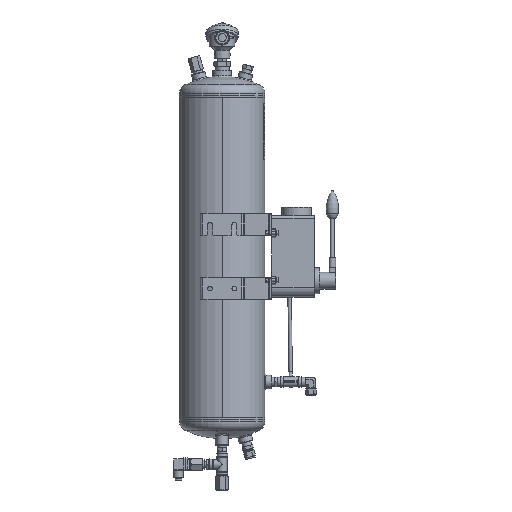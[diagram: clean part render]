
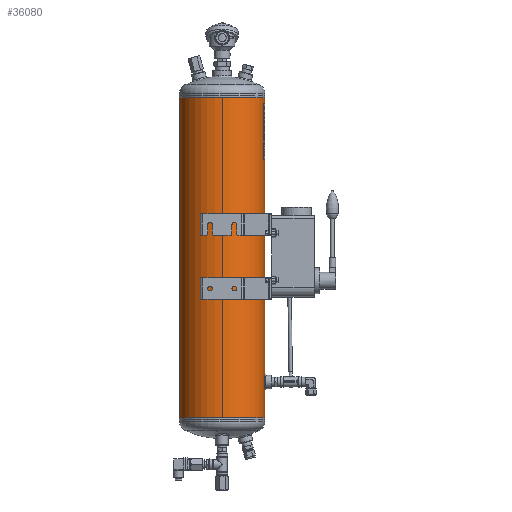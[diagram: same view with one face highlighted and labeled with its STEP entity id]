
A CAD part, left-side view. The second image highlights one B-rep face of the part: STEP entity #36080.
In plain terms, the highlighted cylindrical face has radius 100 mm (diameter 200 mm), a partial arc.
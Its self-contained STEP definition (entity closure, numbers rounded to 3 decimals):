
#2391=B_SPLINE_CURVE_WITH_KNOTS('',3,(#56202,#56203,#56204,#56205,#56206,
#56207,#56208,#56209,#56210,#56211,#56212),.UNSPECIFIED.,.T.,.F.,(1,1,1,
1,1,1,1,1,1,1,1,1,1,1,1),(-0.012,-0.008,-0.004,
0.,0.004,0.008,0.012,0.016,
0.02,0.023,0.027,0.031,
0.035,0.039,0.043),.UNSPECIFIED.);
#2392=B_SPLINE_CURVE_WITH_KNOTS('',3,(#56214,#56215,#56216,#56217,#56218,
#56219,#56220,#56221,#56222,#56223,#56224),.UNSPECIFIED.,.T.,.F.,(1,1,1,
1,1,1,1,1,1,1,1,1,1,1,1),(-0.012,-0.008,-0.004,
0.,0.004,0.008,0.012,0.016,
0.02,0.023,0.027,0.031,
0.035,0.039,0.043),.UNSPECIFIED.);
#2393=B_SPLINE_CURVE_WITH_KNOTS('',3,(#56226,#56227,#56228,#56229,#56230,
#56231,#56232,#56233,#56234,#56235,#56236,#56237,#56238,#56239,#56240,#56241,
#56242,#56243,#56244),.UNSPECIFIED.,.T.,.F.,(1,1,1,1,1,1,1,1,1,1,1,1,1,
1,1,1,1,1,1,1,1,1,1),(-0.018,-0.012,-0.006,
0.,0.006,0.012,0.018,
0.023,0.029,0.035,0.041,
0.047,0.053,0.059,0.065,
0.07,0.076,0.082,0.088,
0.094,0.1,0.106,0.112),
 .UNSPECIFIED.);
#4180=LINE('',#56246,#6506);
#4181=LINE('',#56251,#6507);
#6506=VECTOR('',#47141,1000.);
#6507=VECTOR('',#47144,1000.);
#8837=ORIENTED_EDGE('',*,*,#19335,.T.);
#8838=ORIENTED_EDGE('',*,*,#19336,.T.);
#8839=ORIENTED_EDGE('',*,*,#19337,.T.);
#8840=ORIENTED_EDGE('',*,*,#19338,.T.);
#8841=ORIENTED_EDGE('',*,*,#19339,.T.);
#8842=ORIENTED_EDGE('',*,*,#19340,.F.);
#8843=ORIENTED_EDGE('',*,*,#19341,.F.);
#19335=EDGE_CURVE('',#24584,#24584,#2391,.T.);
#19336=EDGE_CURVE('',#24585,#24585,#2392,.T.);
#19337=EDGE_CURVE('',#24586,#24586,#2393,.T.);
#19338=EDGE_CURVE('',#24587,#24588,#4180,.T.);
#19339=EDGE_CURVE('',#24588,#24589,#28297,.T.);
#19340=EDGE_CURVE('',#24590,#24589,#4181,.T.);
#19341=EDGE_CURVE('',#24587,#24590,#28298,.T.);
#24584=VERTEX_POINT('',#56213);
#24585=VERTEX_POINT('',#56225);
#24586=VERTEX_POINT('',#56245);
#24587=VERTEX_POINT('',#56247);
#24588=VERTEX_POINT('',#56248);
#24589=VERTEX_POINT('',#56250);
#24590=VERTEX_POINT('',#56252);
#28297=CIRCLE('',#43788,100.);
#28298=CIRCLE('',#43789,100.);
#29399=EDGE_LOOP('',(#8837));
#29400=EDGE_LOOP('',(#8838));
#29401=EDGE_LOOP('',(#8839));
#29402=EDGE_LOOP('',(#8840,#8841,#8842,#8843));
#32461=FACE_BOUND('',#29399,.T.);
#32462=FACE_BOUND('',#29400,.T.);
#32463=FACE_BOUND('',#29401,.T.);
#32464=FACE_BOUND('',#29402,.T.);
#35521=CYLINDRICAL_SURFACE('',#43787,100.);
#36080=ADVANCED_FACE('',(#32461,#32462,#32463,#32464),#35521,.T.);
#43787=AXIS2_PLACEMENT_3D('',#56201,#47139,#47140);
#43788=AXIS2_PLACEMENT_3D('',#56249,#47142,#47143);
#43789=AXIS2_PLACEMENT_3D('',#56253,#47145,#47146);
#47139=DIRECTION('',(0.,-1.,0.));
#47140=DIRECTION('',(0.,0.,-1.));
#47141=DIRECTION('',(0.,-1.,0.));
#47142=DIRECTION('',(0.,1.,0.));
#47143=DIRECTION('',(1.,0.,0.));
#47144=DIRECTION('',(0.,-1.,0.));
#47145=DIRECTION('',(0.,1.,0.));
#47146=DIRECTION('',(1.,0.,0.));
#56201=CARTESIAN_POINT('',(0.,750.,0.));
#56202=CARTESIAN_POINT('',(-3.915,48.922,-99.938));
#56203=CARTESIAN_POINT('',(-5.542,44.999,-99.844));
#56204=CARTESIAN_POINT('',(-3.916,41.082,-99.938));
#56205=CARTESIAN_POINT('',(-0.004,39.46,-100.031));
#56206=CARTESIAN_POINT('',(3.917,41.079,-99.938));
#56207=CARTESIAN_POINT('',(5.54,44.999,-99.844));
#56208=CARTESIAN_POINT('',(3.922,48.913,-99.937));
#56209=CARTESIAN_POINT('',(0.006,50.541,-100.031));
#56210=CARTESIAN_POINT('',(-3.915,48.922,-99.938));
#56211=CARTESIAN_POINT('',(-5.542,44.999,-99.844));
#56212=CARTESIAN_POINT('',(-3.916,41.082,-99.938));
#56213=CARTESIAN_POINT('',(-5.,45.,-99.875));
#56214=CARTESIAN_POINT('',(-3.915,158.922,-99.938));
#56215=CARTESIAN_POINT('',(-5.542,154.999,-99.844));
#56216=CARTESIAN_POINT('',(-3.916,151.082,-99.938));
#56217=CARTESIAN_POINT('',(-0.004,149.46,-100.031));
#56218=CARTESIAN_POINT('',(3.917,151.079,-99.938));
#56219=CARTESIAN_POINT('',(5.54,154.999,-99.844));
#56220=CARTESIAN_POINT('',(3.922,158.913,-99.937));
#56221=CARTESIAN_POINT('',(0.006,160.541,-100.031));
#56222=CARTESIAN_POINT('',(-3.915,158.922,-99.938));
#56223=CARTESIAN_POINT('',(-5.542,154.999,-99.844));
#56224=CARTESIAN_POINT('',(-3.916,151.082,-99.938));
#56225=CARTESIAN_POINT('',(-5.,155.,-99.875));
#56226=CARTESIAN_POINT('',(-98.994,672.42,14.208));
#56227=CARTESIAN_POINT('',(-98.806,666.495,15.395));
#56228=CARTESIAN_POINT('',(-98.993,660.6,14.214));
#56229=CARTESIAN_POINT('',(-99.436,655.617,10.88));
#56230=CARTESIAN_POINT('',(-99.878,652.286,5.9));
#56231=CARTESIAN_POINT('',(-100.061,651.109,0.009));
#56232=CARTESIAN_POINT('',(-99.879,652.279,-5.887));
#56233=CARTESIAN_POINT('',(-99.437,655.615,-10.879));
#56234=CARTESIAN_POINT('',(-98.992,660.601,-14.215));
#56235=CARTESIAN_POINT('',(-98.807,666.494,-15.391));
#56236=CARTESIAN_POINT('',(-98.992,672.387,-14.219));
#56237=CARTESIAN_POINT('',(-99.435,677.371,-10.892));
#56238=CARTESIAN_POINT('',(-99.877,680.709,-5.914));
#56239=CARTESIAN_POINT('',(-100.061,681.893,-0.013));
#56240=CARTESIAN_POINT('',(-99.878,680.72,5.889));
#56241=CARTESIAN_POINT('',(-99.437,677.387,10.874));
#56242=CARTESIAN_POINT('',(-98.994,672.42,14.208));
#56243=CARTESIAN_POINT('',(-98.806,666.495,15.395));
#56244=CARTESIAN_POINT('',(-98.993,660.6,14.214));
#56245=CARTESIAN_POINT('',(-98.869,666.5,15.));
#56246=CARTESIAN_POINT('',(0.254,801.561,100.));
#56247=CARTESIAN_POINT('',(0.254,750.,100.));
#56248=CARTESIAN_POINT('',(0.254,0.,100.));
#56249=CARTESIAN_POINT('',(0.,0.,0.));
#56250=CARTESIAN_POINT('',(-0.254,0.,100.));
#56251=CARTESIAN_POINT('',(-0.254,801.561,100.));
#56252=CARTESIAN_POINT('',(-0.254,750.,100.));
#56253=CARTESIAN_POINT('',(0.,750.,0.));
